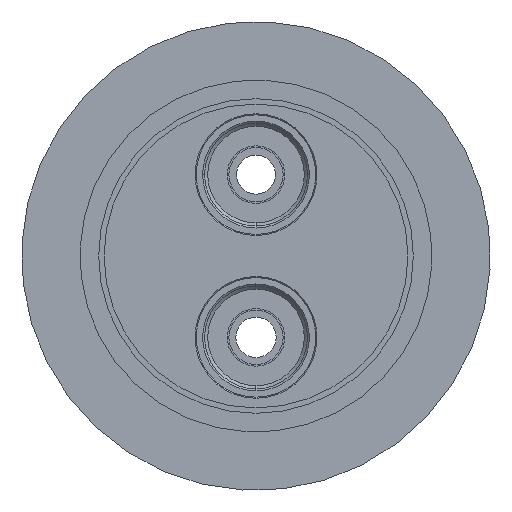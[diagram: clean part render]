
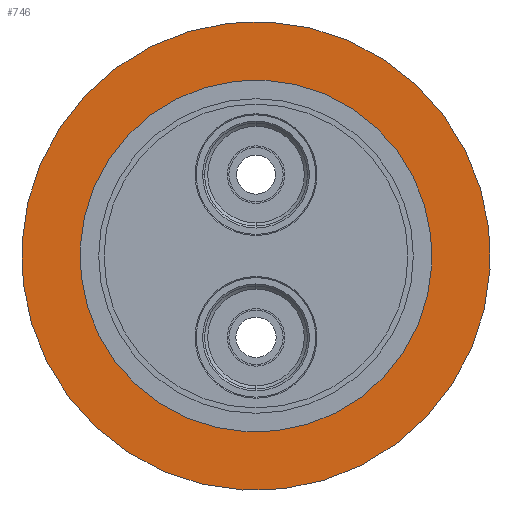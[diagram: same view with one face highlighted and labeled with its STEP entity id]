
A CAD part, front view. The second image highlights one B-rep face of the part: STEP entity #746.
In plain terms, the highlighted planar face has unit normal (0, -1, 0).
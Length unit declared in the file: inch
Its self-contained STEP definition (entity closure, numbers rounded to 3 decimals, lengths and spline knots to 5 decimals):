
#45 = CARTESIAN_POINT ( 'NONE',  ( 0., -0.953, -0.07821 ) ) ;
#46 = DIRECTION ( 'NONE',  ( 0., 1., 0. ) ) ;
#47 = DIRECTION ( 'NONE',  ( 0.057, 0., 0.998 ) ) ;
#48 = CARTESIAN_POINT ( 'NONE',  ( 0., -0.953, -0.07821 ) ) ;
#49 = DIRECTION ( 'NONE',  ( 0., 1., 0. ) ) ;
#50 = DIRECTION ( 'NONE',  ( 0.057, 0., 0.998 ) ) ;
#552 = CARTESIAN_POINT ( 'NONE',  ( 0., -0.953, -0.07821 ) ) ;
#553 = DIRECTION ( 'NONE',  ( 0., 1., 0. ) ) ;
#554 = DIRECTION ( 'NONE',  ( 0.057, 0., 0.998 ) ) ;
#719 = CARTESIAN_POINT ( 'NONE',  ( -0.06138, -0.953, -1.15646 ) ) ;
#735 = CARTESIAN_POINT ( 'NONE',  ( 0.06138, -0.953, 1.00004 ) ) ;
#746 = ADVANCED_FACE ( 'NONE', ( #1824, #1832 ), #2967, .T. ) ;
#755 = CARTESIAN_POINT ( 'NONE',  ( 0.04609, -0.953, 0.73148 ) ) ;
#807 = CARTESIAN_POINT ( 'NONE',  ( -0.04609, -0.953, -0.8879 ) ) ;
#960 = ORIENTED_EDGE ( 'NONE', *, *, #4107, .F. ) ;
#984 = EDGE_LOOP ( 'NONE', ( #1120, #1283 ) ) ;
#1068 = ORIENTED_EDGE ( 'NONE', *, *, #4153, .F. ) ;
#1120 = ORIENTED_EDGE ( 'NONE', *, *, #4152, .T. ) ;
#1283 = ORIENTED_EDGE ( 'NONE', *, *, #4046, .T. ) ;
#1518 = AXIS2_PLACEMENT_3D ( 'NONE', #2964, #2969, #2970 ) ;
#1824 = FACE_BOUND ( 'NONE', #984, .T. ) ;
#1832 = FACE_OUTER_BOUND ( 'NONE', #2481, .T. ) ;
#2481 = EDGE_LOOP ( 'NONE', ( #960, #1068 ) ) ;
#2839 = VERTEX_POINT ( 'NONE', #719 ) ;
#2849 = VERTEX_POINT ( 'NONE', #735 ) ;
#2861 = VERTEX_POINT ( 'NONE', #755 ) ;
#2964 = CARTESIAN_POINT ( 'NONE',  ( -1.07825, -0.953, -0.01683 ) ) ;
#2967 = PLANE ( 'NONE',  #1518 ) ;
#2969 = DIRECTION ( 'NONE',  ( 0., -1., 0. ) ) ;
#2970 = DIRECTION ( 'NONE',  ( -0.057, 0., -0.998 ) ) ;
#3080 = AXIS2_PLACEMENT_3D ( 'NONE', #48, #49, #50 ) ;
#3081 = AXIS2_PLACEMENT_3D ( 'NONE', #45, #46, #47 ) ;
#3118 = AXIS2_PLACEMENT_3D ( 'NONE', #552, #553, #554 ) ;
#3163 = AXIS2_PLACEMENT_3D ( 'NONE', #3655, #3656, #3657 ) ;
#3265 = VERTEX_POINT ( 'NONE', #807 ) ;
#3353 = CIRCLE ( 'NONE', #3163, 0.811 ) ;
#3450 = CIRCLE ( 'NONE', #3118, 1.08 ) ;
#3655 = CARTESIAN_POINT ( 'NONE',  ( 0., -0.953, -0.07821 ) ) ;
#3656 = DIRECTION ( 'NONE',  ( 0., 1., 0. ) ) ;
#3657 = DIRECTION ( 'NONE',  ( 0.057, 0., 0.998 ) ) ;
#3772 = CIRCLE ( 'NONE', #3081, 0.811 ) ;
#3774 = CIRCLE ( 'NONE', #3080, 1.08 ) ;
#4046 = EDGE_CURVE ( 'NONE', #3265, #2861, #3353, .T. ) ;
#4107 = EDGE_CURVE ( 'NONE', #2849, #2839, #3450, .T. ) ;
#4152 = EDGE_CURVE ( 'NONE', #2861, #3265, #3772, .T. ) ;
#4153 = EDGE_CURVE ( 'NONE', #2839, #2849, #3774, .T. ) ;
